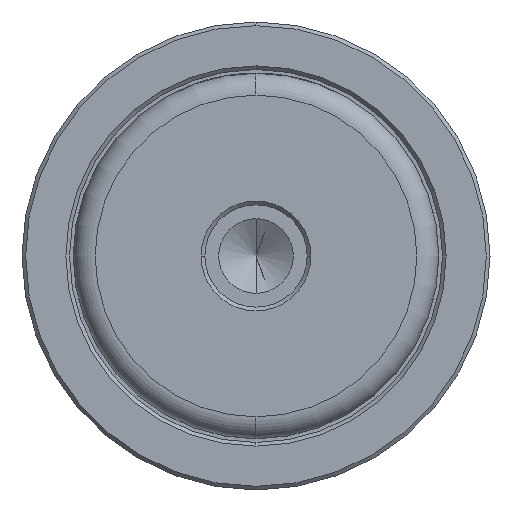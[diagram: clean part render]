
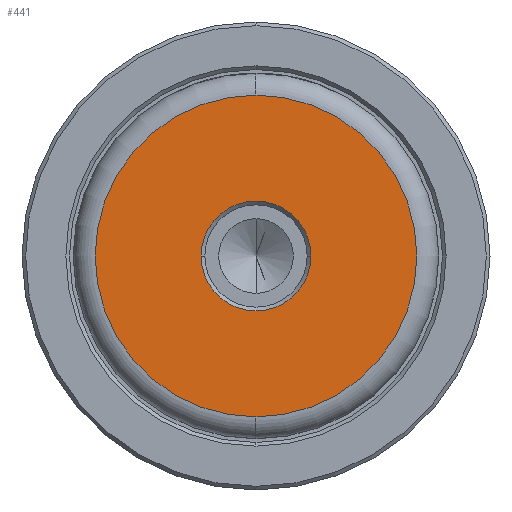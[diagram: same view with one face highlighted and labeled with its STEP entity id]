
A CAD part, left-side view. The second image highlights one B-rep face of the part: STEP entity #441.
In plain terms, the highlighted planar face has unit normal (-1, 0, 0).
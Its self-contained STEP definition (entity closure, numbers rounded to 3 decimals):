
#48 = ORIENTED_EDGE ( 'NONE', *, *, #1267, .T. ) ;
#79 = PLANE ( 'NONE',  #1036 ) ;
#97 = CARTESIAN_POINT ( 'NONE',  ( 0., -7.5, 0. ) ) ;
#158 = DIRECTION ( 'NONE',  ( 1., 0., 0. ) ) ;
#164 = DIRECTION ( 'NONE',  ( 0., 0., 1. ) ) ;
#197 = EDGE_CURVE ( 'NONE', #2479, #1650, #1306, .T. ) ;
#419 = CARTESIAN_POINT ( 'NONE',  ( 0., 0., 0. ) ) ;
#441 = ADVANCED_FACE ( 'NONE', ( #2312, #2063 ), #79, .T. ) ;
#460 = CARTESIAN_POINT ( 'NONE',  ( 0., 0., 0. ) ) ;
#484 = CARTESIAN_POINT ( 'NONE',  ( 0., 0., 0. ) ) ;
#546 = VERTEX_POINT ( 'NONE', #97 ) ;
#618 = DIRECTION ( 'NONE',  ( 0., 0., 1. ) ) ;
#660 = EDGE_LOOP ( 'NONE', ( #2404, #1847 ) ) ;
#665 = DIRECTION ( 'NONE',  ( 0., 0., 1. ) ) ;
#812 = AXIS2_PLACEMENT_3D ( 'NONE', #460, #1881, #665 ) ;
#827 = CARTESIAN_POINT ( 'NONE',  ( 0., 7.5, 0. ) ) ;
#894 = DIRECTION ( 'NONE',  ( 0., 0., 1. ) ) ;
#986 = CIRCLE ( 'NONE', #1555, 21.997 ) ;
#1036 = AXIS2_PLACEMENT_3D ( 'NONE', #484, #2110, #894 ) ;
#1240 = CARTESIAN_POINT ( 'NONE',  ( 0., 0., -21.997 ) ) ;
#1267 = EDGE_CURVE ( 'NONE', #546, #1565, #1786, .T. ) ;
#1306 = CIRCLE ( 'NONE', #812, 21.997 ) ;
#1372 = CARTESIAN_POINT ( 'NONE',  ( 0., 0., 0. ) ) ;
#1382 = DIRECTION ( 'NONE',  ( 1., 0., 0. ) ) ;
#1389 = EDGE_LOOP ( 'NONE', ( #48, #2084 ) ) ;
#1499 = AXIS2_PLACEMENT_3D ( 'NONE', #2604, #1382, #164 ) ;
#1519 = EDGE_CURVE ( 'NONE', #1650, #2479, #986, .T. ) ;
#1555 = AXIS2_PLACEMENT_3D ( 'NONE', #419, #1837, #618 ) ;
#1563 = CIRCLE ( 'NONE', #1499, 7.5 ) ;
#1565 = VERTEX_POINT ( 'NONE', #827 ) ;
#1575 = DIRECTION ( 'NONE',  ( 0., 0., 1. ) ) ;
#1650 = VERTEX_POINT ( 'NONE', #1240 ) ;
#1786 = CIRCLE ( 'NONE', #1867, 7.5 ) ;
#1837 = DIRECTION ( 'NONE',  ( -1., 0., 0. ) ) ;
#1847 = ORIENTED_EDGE ( 'NONE', *, *, #1519, .T. ) ;
#1867 = AXIS2_PLACEMENT_3D ( 'NONE', #1372, #158, #1575 ) ;
#1881 = DIRECTION ( 'NONE',  ( -1., 0., 0. ) ) ;
#2063 = FACE_OUTER_BOUND ( 'NONE', #660, .T. ) ;
#2084 = ORIENTED_EDGE ( 'NONE', *, *, #2524, .T. ) ;
#2110 = DIRECTION ( 'NONE',  ( -1., 0., 0. ) ) ;
#2312 = FACE_BOUND ( 'NONE', #1389, .T. ) ;
#2371 = CARTESIAN_POINT ( 'NONE',  ( 0., 0., 21.997 ) ) ;
#2404 = ORIENTED_EDGE ( 'NONE', *, *, #197, .T. ) ;
#2479 = VERTEX_POINT ( 'NONE', #2371 ) ;
#2524 = EDGE_CURVE ( 'NONE', #1565, #546, #1563, .T. ) ;
#2604 = CARTESIAN_POINT ( 'NONE',  ( 0., 0., 0. ) ) ;
